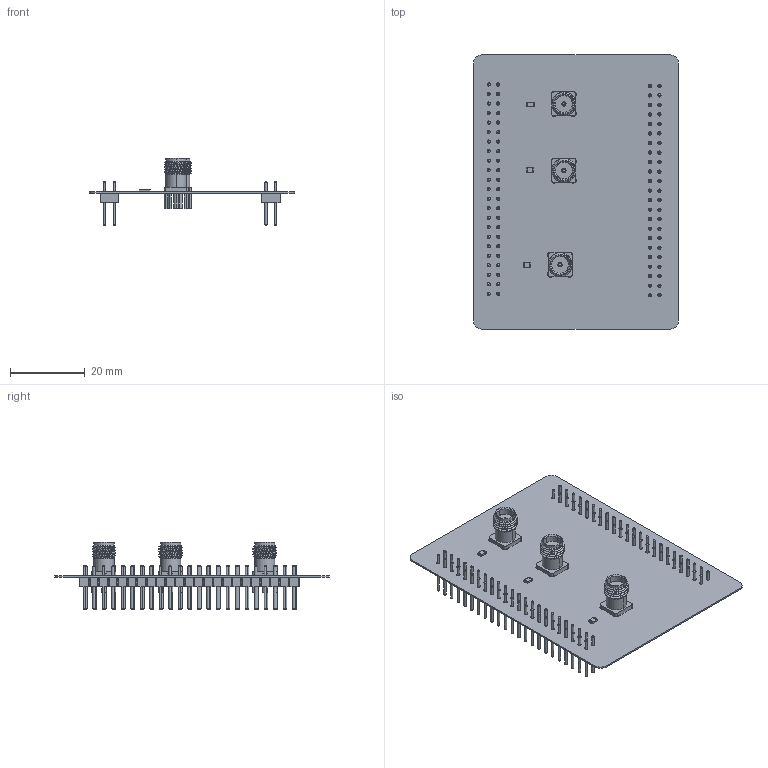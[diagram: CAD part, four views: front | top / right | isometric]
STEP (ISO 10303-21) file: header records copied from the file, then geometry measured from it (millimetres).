
FILE_DESCRIPTION(('Open CASCADE Model'),'2;1');
FILE_NAME('Open CASCADE Shape Model','2025-10-27T23:09:43',('Author'),( 'Open CASCADE'),'Open CASCADE STEP processor 7.5','Open CASCADE 7.5' ,'Unknown');
FILE_SCHEMA(('AUTOMOTIVE_DESIGN { 1 0 10303 214 1 1 1 1 }'));
Length unit declared in the file: millimetre
Products named in the file (16): PCB; Board; Open CASCADE STEP translator 7.5 1.1.1; R3; 6307811104; R2; R1; J5; 5-1814832-2; J4; J3; J2; 2076; Body; LeadsArray; J1
Assembly tree (20 placements, depth 4):
  PCB
    Board
      Open CASCADE STEP translator 7.5 1.1.1
    R3
      6307811104
    R2
      6307811104
    R1
      6307811104
    J5
      5-1814832-2
    J4
      5-1814832-2
    J3
      5-1814832-2
    J2
      2076
        Body
        LeadsArray
    J1
      2076
        Body
        LeadsArray
Bounding box: 54.74 x 73.15 x 18.04 mm (x, y, z)
Volume: 4164.3 mm3; surface area: 13455.3 mm2
Topology: 110 solids, 110 shells, 1507 faces, 3065 edges, 1796 vertices
Faces by surface type: plane 970, cylinder 311, cone 208, bspline 18
Full cylindrical faces by diameter (mm): 0.64 x92, 0.85 x92, 1.5 x3, 1.6 x12
Entity records: 22215 total; most frequent: CARTESIAN_POINT 5097, DIRECTION 3513, ORIENTED_EDGE 3078, EDGE_CURVE 1539, AXIS2_PLACEMENT_3D 1237, LINE 1039, VECTOR 1039, FACE_BOUND 967
